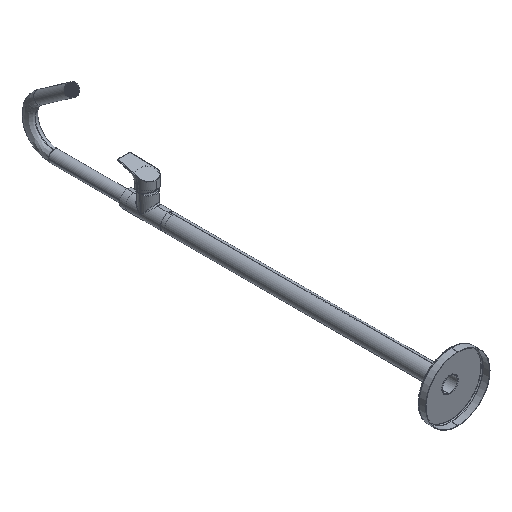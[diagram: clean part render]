
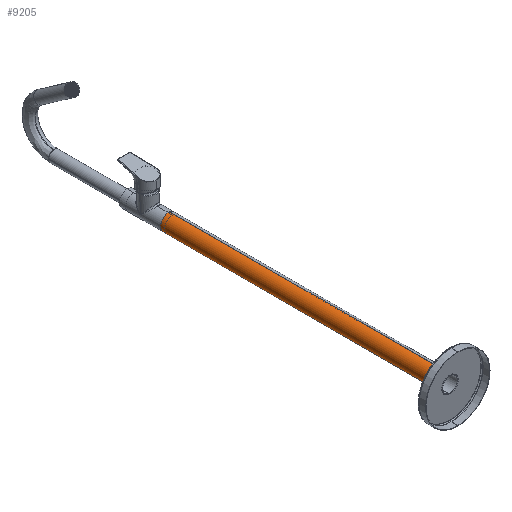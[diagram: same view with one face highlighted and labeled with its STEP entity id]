
A CAD part, isometric view. The second image highlights one B-rep face of the part: STEP entity #9205.
In plain terms, the highlighted cylindrical face has radius 20 mm (diameter 40 mm), a partial arc.
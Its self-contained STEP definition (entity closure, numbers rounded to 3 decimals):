
#124 = LINE ( 'NONE', #46056, #28541 ) ;
#862 = DIRECTION ( 'NONE',  ( -0.169, 0., -0.986 ) ) ;
#4629 = ORIENTED_EDGE ( 'NONE', *, *, #34154, .T. ) ;
#5417 = CARTESIAN_POINT ( 'NONE',  ( 3.386, -0.532, 19.711 ) ) ;
#5477 = AXIS2_PLACEMENT_3D ( 'NONE', #17955, #7977, #862 ) ;
#7977 = DIRECTION ( 'NONE',  ( 0., -1., 0. ) ) ;
#9205 = ADVANCED_FACE ( 'NONE', ( #37473 ), #26863, .T. ) ;
#11105 = VERTEX_POINT ( 'NONE', #39313 ) ;
#17019 = DIRECTION ( 'NONE',  ( 0., 1., 0. ) ) ;
#17892 = DIRECTION ( 'NONE',  ( -0.169, 0., -0.986 ) ) ;
#17955 = CARTESIAN_POINT ( 'NONE',  ( 0., -0.532, 0. ) ) ;
#18338 = CIRCLE ( 'NONE', #5477, 20. ) ;
#19326 = AXIS2_PLACEMENT_3D ( 'NONE', #39647, #42250, #17892 ) ;
#21146 = VERTEX_POINT ( 'NONE', #45498 ) ;
#22210 = VECTOR ( 'NONE', #17019, 1000. ) ;
#24676 = CARTESIAN_POINT ( 'NONE',  ( 3.386, 699.468, 19.711 ) ) ;
#26863 = CYLINDRICAL_SURFACE ( 'NONE', #42297, 20. ) ;
#28541 = VECTOR ( 'NONE', #28568, 1000. ) ;
#28568 = DIRECTION ( 'NONE',  ( 0., 1., 0. ) ) ;
#28650 = ORIENTED_EDGE ( 'NONE', *, *, #38398, .F. ) ;
#29715 = CARTESIAN_POINT ( 'NONE',  ( 3.386, -0.532, 19.711 ) ) ;
#34154 = EDGE_CURVE ( 'NONE', #46275, #46700, #34529, .T. ) ;
#34529 = LINE ( 'NONE', #5417, #22210 ) ;
#34669 = EDGE_CURVE ( 'NONE', #46700, #21146, #46514, .T. ) ;
#37257 = CARTESIAN_POINT ( 'NONE',  ( 0., -0.532, 0. ) ) ;
#37473 = FACE_OUTER_BOUND ( 'NONE', #46603, .T. ) ;
#38398 = EDGE_CURVE ( 'NONE', #11105, #21146, #124, .T. ) ;
#39313 = CARTESIAN_POINT ( 'NONE',  ( -3.386, -0.532, -19.711 ) ) ;
#39647 = CARTESIAN_POINT ( 'NONE',  ( 0., 699.468, 0. ) ) ;
#41245 = DIRECTION ( 'NONE',  ( 0., 1., 0. ) ) ;
#42250 = DIRECTION ( 'NONE',  ( 0., -1., 0. ) ) ;
#42297 = AXIS2_PLACEMENT_3D ( 'NONE', #37257, #41245, #45278 ) ;
#44323 = EDGE_CURVE ( 'NONE', #46275, #11105, #18338, .T. ) ;
#45278 = DIRECTION ( 'NONE',  ( 0.169, 0., 0.986 ) ) ;
#45498 = CARTESIAN_POINT ( 'NONE',  ( -3.386, 699.468, -19.711 ) ) ;
#45792 = ORIENTED_EDGE ( 'NONE', *, *, #44323, .F. ) ;
#46056 = CARTESIAN_POINT ( 'NONE',  ( -3.386, -0.532, -19.711 ) ) ;
#46275 = VERTEX_POINT ( 'NONE', #29715 ) ;
#46514 = CIRCLE ( 'NONE', #19326, 20. ) ;
#46603 = EDGE_LOOP ( 'NONE', ( #28650, #45792, #4629, #46864 ) ) ;
#46700 = VERTEX_POINT ( 'NONE', #24676 ) ;
#46864 = ORIENTED_EDGE ( 'NONE', *, *, #34669, .T. ) ;
